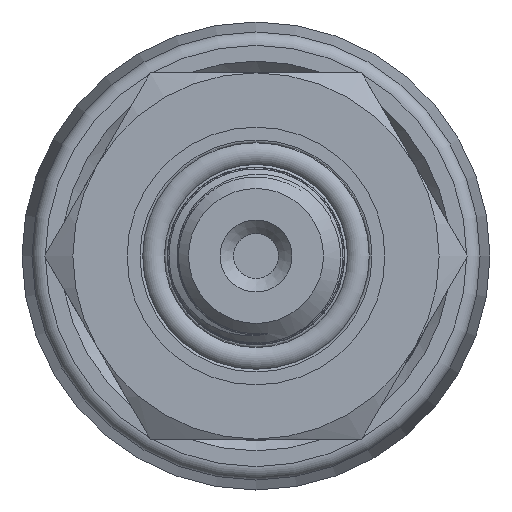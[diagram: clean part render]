
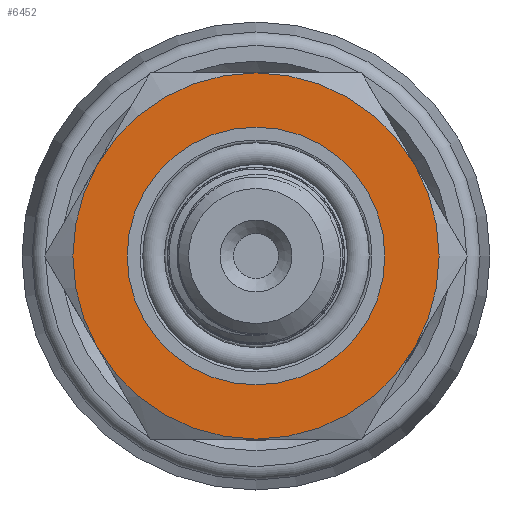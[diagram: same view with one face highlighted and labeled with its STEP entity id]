
A CAD part, left-side view. The second image highlights one B-rep face of the part: STEP entity #6452.
In plain terms, the highlighted conical face has half-angle 89.979 degrees and reference radius 11 mm.
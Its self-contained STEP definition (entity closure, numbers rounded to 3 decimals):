
#258=CONICAL_SURFACE('',#6976,11.,1.57);
#833=LINE('',#20743,#1211);
#1211=VECTOR('',#7543,11.);
#1723=FACE_OUTER_BOUND('',#2111,.T.);
#2111=EDGE_LOOP('',(#4885,#4886,#4887,#4888));
#2478=CIRCLE('',#6910,9.5);
#2522=CIRCLE('',#6975,13.5);
#2897=VERTEX_POINT('',#15078);
#2966=VERTEX_POINT('',#20739);
#3608=EDGE_CURVE('',#2897,#2897,#2478,.T.);
#3715=EDGE_CURVE('',#2966,#2966,#2522,.T.);
#3716=EDGE_CURVE('',#2966,#2897,#833,.T.);
#4885=ORIENTED_EDGE('',*,*,#3715,.F.);
#4886=ORIENTED_EDGE('',*,*,#3716,.T.);
#4887=ORIENTED_EDGE('',*,*,#3608,.T.);
#4888=ORIENTED_EDGE('',*,*,#3716,.F.);
#6452=ADVANCED_FACE('',(#1723),#258,.T.);
#6910=AXIS2_PLACEMENT_3D('',#15079,#7396,#7397);
#6975=AXIS2_PLACEMENT_3D('',#20741,#7539,#7540);
#6976=AXIS2_PLACEMENT_3D('',#20742,#7541,#7542);
#7396=DIRECTION('center_axis',(1.,0.,0.));
#7397=DIRECTION('ref_axis',(0.,-1.,0.));
#7539=DIRECTION('center_axis',(1.,0.,0.));
#7540=DIRECTION('ref_axis',(0.,0.,-1.));
#7541=DIRECTION('center_axis',(1.,0.,0.));
#7542=DIRECTION('ref_axis',(0.,0.,
-1.));
#7543=DIRECTION('',(0.,0.,-1.));
#15078=CARTESIAN_POINT('',(13.999,0.,9.5));
#15079=CARTESIAN_POINT('Origin',(13.999,0.,
0.));
#20739=CARTESIAN_POINT('',(14.,0.,13.5));
#20741=CARTESIAN_POINT('Origin',(14.,0.,
0.));
#20742=CARTESIAN_POINT('Origin',(13.999,0.,
0.));
#20743=CARTESIAN_POINT('',(13.999,0.,11.));
